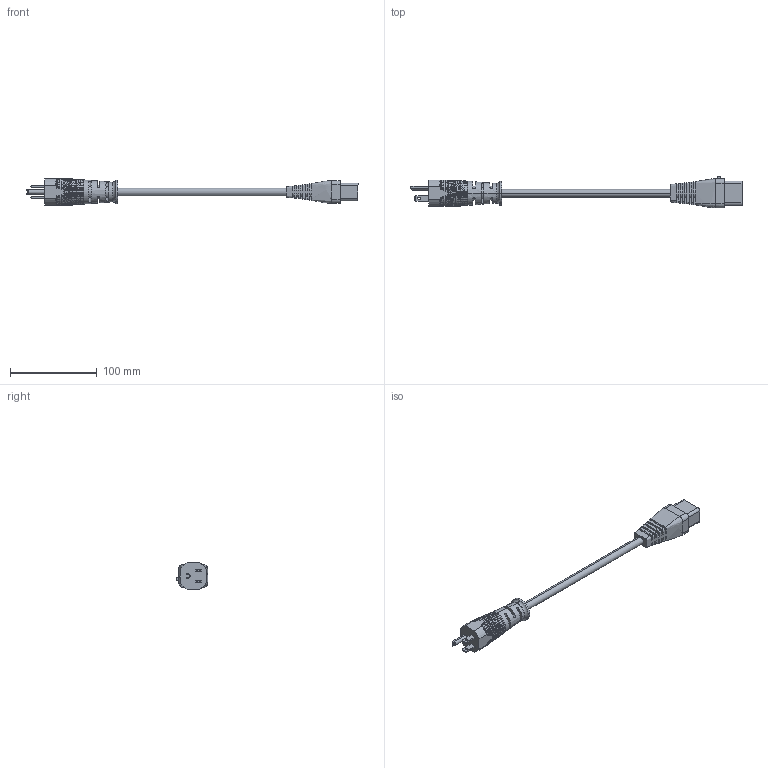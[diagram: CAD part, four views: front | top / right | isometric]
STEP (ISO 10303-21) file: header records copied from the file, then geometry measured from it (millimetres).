
FILE_DESCRIPTION (( 'STEP AP203' ), '1' );
FILE_NAME ('C19LHGN515P-15_3D.STEP', '2022-08-19T00:11:21', ( '' ), ( '' ), 'SwSTEP 2.0', 'SolidWorks 2021', '' );
FILE_SCHEMA (( 'CONFIG_CONTROL_DESIGN' ));
Length unit declared in the file: inch
Products named in the file (4): EN60320-C19 LOCKING PWR PLUG; NEMA_5-15P HG; SJT14AWG3X_CORDAGE; C19LHGN515P-15_3D
Assembly tree (3 placements, depth 2):
  C19LHGN515P-15_3D
    NEMA_5-15P HG
    EN60320-C19 LOCKING PWR PLUG
    SJT14AWG3X_CORDAGE
Bounding box: 382.25 x 36.45 x 30 mm (x, y, z)
Volume: 106868 mm3; surface area: 34094.3 mm2
Topology: 4 solids, 4 shells, 444 faces, 1170 edges, 767 vertices
Faces by surface type: plane 266, cylinder 70, torus 64, cone 42, bspline 2
Entity records: 17365 total; most frequent: CARTESIAN_POINT 6220, ORIENTED_EDGE 2340, DIRECTION 2115, EDGE_CURVE 1170, AXIS2_PLACEMENT_3D 802, VERTEX_POINT 767, VECTOR 511, LINE 511
